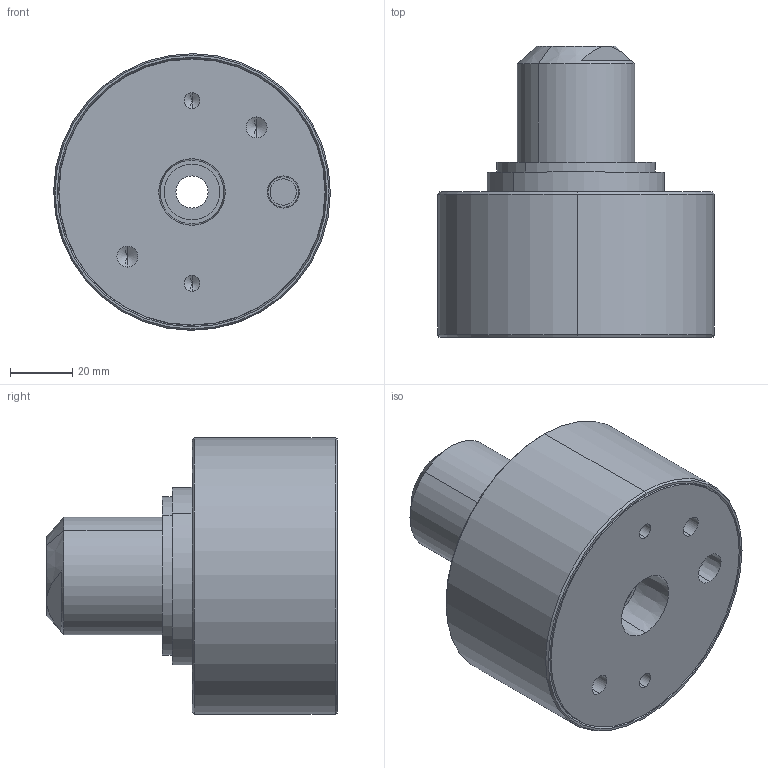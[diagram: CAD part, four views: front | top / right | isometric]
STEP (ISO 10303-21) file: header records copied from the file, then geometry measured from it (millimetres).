
FILE_DESCRIPTION (( 'STEP AP214' ), '1' );
FILE_NAME ('CTSC-001796.STEP', '2025-01-21T14:04:31', ( '' ), ( '' ), 'SwSTEP 2.0', 'SolidWorks 2023', '' );
FILE_SCHEMA (( 'AUTOMOTIVE_DESIGN' ));
Length unit declared in the file: inch
Products named in the file (1): CTSC-001796
Bounding box: 88.9 x 93.47 x 88.9 mm (x, y, z)
Volume: 337222.8 mm3; surface area: 45487.9 mm2
Topology: 1 solids, 1 shells, 66 faces, 144 edges, 86 vertices
Faces by surface type: cylinder 27, cone 20, plane 19
Entity records: 2379 total; most frequent: DIRECTION 340, CARTESIAN_POINT 337, ORIENTED_EDGE 272, AXIS2_PLACEMENT_3D 141, EDGE_CURVE 136, VERTEX_POINT 86, EDGE_LOOP 82, CIRCLE 74
